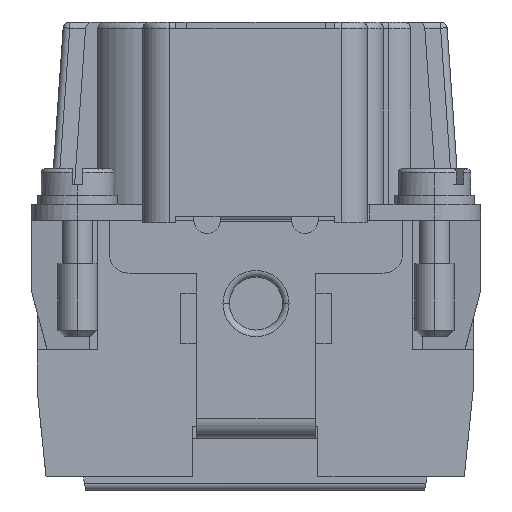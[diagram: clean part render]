
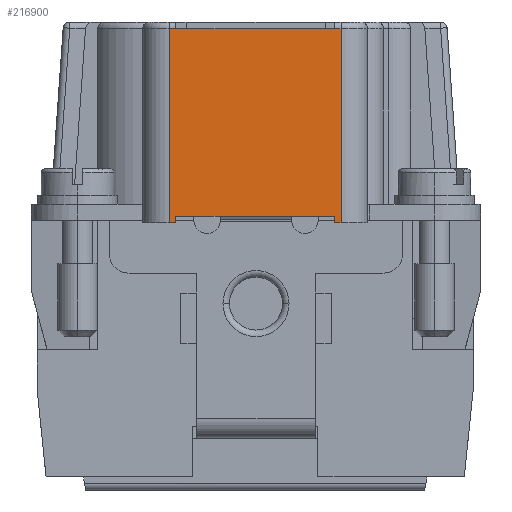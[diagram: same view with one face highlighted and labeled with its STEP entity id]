
A CAD part, left-side view. The second image highlights one B-rep face of the part: STEP entity #216900.
In plain terms, the highlighted planar face has unit normal (-1, 0, 0).
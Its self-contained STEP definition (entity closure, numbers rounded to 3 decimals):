
#25280=CARTESIAN_POINT('',(-1.054,54.584,-4.8));
#25290=VERTEX_POINT('',#25280);
#25460=CARTESIAN_POINT('',(-1.054,42.584,-4.8));
#25470=VERTEX_POINT('',#25460);
#25500=CARTESIAN_POINT('',(-1.054,0.,-4.8));
#25510=DIRECTION('',(0.,1.,0.));
#25520=VECTOR('',#25510,1.);
#25530=LINE('',#25500,#25520);
#25540=EDGE_CURVE('',#25470,#25290,#25530,.T.);
#31150=CARTESIAN_POINT('',(-1.054,55.084,-19.));
#31160=VERTEX_POINT('',#31150);
#31210=CARTESIAN_POINT('',(-1.054,0.,-19.));
#31220=DIRECTION('',(0.,1.,0.));
#31230=VECTOR('',#31220,1.);
#31240=LINE('',#31210,#31230);
#31250=CARTESIAN_POINT('',(-1.054,54.584,-19.));
#31260=VERTEX_POINT('',#31250);
#31270=EDGE_CURVE('',#31260,#31160,#31240,.T.);
#115520=CARTESIAN_POINT('',(-1.054,42.084,-19.));
#115530=VERTEX_POINT('',#115520);
#115560=CARTESIAN_POINT('',(-1.054,42.084,0.));
#115570=DIRECTION('',(0.,0.,-1.));
#115580=VECTOR('',#115570,1.);
#115590=LINE('',#115560,#115580);
#115600=CARTESIAN_POINT('',(-1.054,42.084,-4.3));
#115610=VERTEX_POINT('',#115600);
#115620=EDGE_CURVE('',#115610,#115530,#115590,.T.);
#128450=CARTESIAN_POINT('',(-1.054,42.584,-4.3));
#128460=VERTEX_POINT('',#128450);
#128490=CARTESIAN_POINT('',(-1.054,42.584,0.));
#128500=DIRECTION('',(0.,0.,1.));
#128510=VECTOR('',#128500,1.);
#128520=LINE('',#128490,#128510);
#128530=EDGE_CURVE('',#25470,#128460,#128520,.T.);
#128610=CARTESIAN_POINT('',(-1.054,42.584,-19.));
#128620=VERTEX_POINT('',#128610);
#131840=CARTESIAN_POINT('',(-1.054,54.584,0.));
#131850=DIRECTION('',(0.,0.,-1.));
#131860=VECTOR('',#131850,1.);
#131870=LINE('',#131840,#131860);
#131880=CARTESIAN_POINT('',(-1.054,54.584,-4.3));
#131890=VERTEX_POINT('',#131880);
#131900=EDGE_CURVE('',#131890,#25290,#131870,.T.);
#171880=CARTESIAN_POINT('',(-1.054,31.584,-4.3));
#171890=DIRECTION('',(0.,1.,0.));
#171900=VECTOR('',#171890,1.);
#171910=LINE('',#171880,#171900);
#171920=CARTESIAN_POINT('',(-1.054,55.084,-4.3));
#171930=VERTEX_POINT('',#171920);
#171940=EDGE_CURVE('',#131890,#171930,#171910,.T.);
#179490=CARTESIAN_POINT('',(-1.054,0.,-19.));
#179500=DIRECTION('',(0.,-1.,0.));
#179510=VECTOR('',#179500,1.);
#179520=LINE('',#179490,#179510);
#179530=EDGE_CURVE('',#31260,#128620,#179520,.T.);
#216620=CARTESIAN_POINT('',(-1.054,31.584,-3.7));
#216630=DIRECTION('',(-1.,0.,0.));
#216640=DIRECTION('',(0.,0.,1.));
#216650=AXIS2_PLACEMENT_3D('',#216620,#216630,#216640);
#216660=PLANE('',#216650);
#216670=CARTESIAN_POINT('',(-1.054,0.,-19.));
#216680=DIRECTION('',(0.,1.,0.));
#216690=VECTOR('',#216680,1.);
#216700=LINE('',#216670,#216690);
#216710=EDGE_CURVE('',#115530,#128620,#216700,.T.);
#216720=ORIENTED_EDGE('',*,*,#216710,.F.);
#216730=ORIENTED_EDGE('',*,*,#179530,.T.);
#216740=ORIENTED_EDGE('',*,*,#31270,.F.);
#216750=CARTESIAN_POINT('',(-1.054,55.084,0.));
#216760=DIRECTION('',(0.,0.,1.));
#216770=VECTOR('',#216760,1.);
#216780=LINE('',#216750,#216770);
#216790=EDGE_CURVE('',#31160,#171930,#216780,.T.);
#216800=ORIENTED_EDGE('',*,*,#216790,.F.);
#216810=ORIENTED_EDGE('',*,*,#171940,.T.);
#216820=ORIENTED_EDGE('',*,*,#131900,.F.);
#216830=ORIENTED_EDGE('',*,*,#25540,.T.);
#216840=ORIENTED_EDGE('',*,*,#128530,.F.);
#216850=EDGE_CURVE('',#115610,#128460,#171910,.T.);
#216860=ORIENTED_EDGE('',*,*,#216850,.T.);
#216870=ORIENTED_EDGE('',*,*,#115620,.F.);
#216880=EDGE_LOOP('',(#216870,#216860,#216840,#216830,#216820,#216810,
#216800,#216740,#216730,#216720));
#216890=FACE_OUTER_BOUND('',#216880,.T.);
#216900=ADVANCED_FACE('',(#216890),#216660,.T.);
